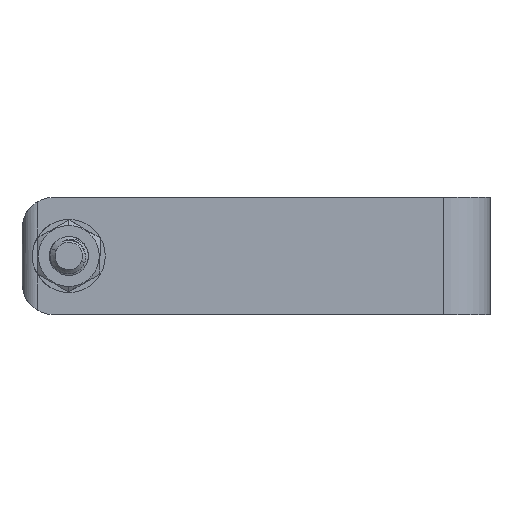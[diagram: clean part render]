
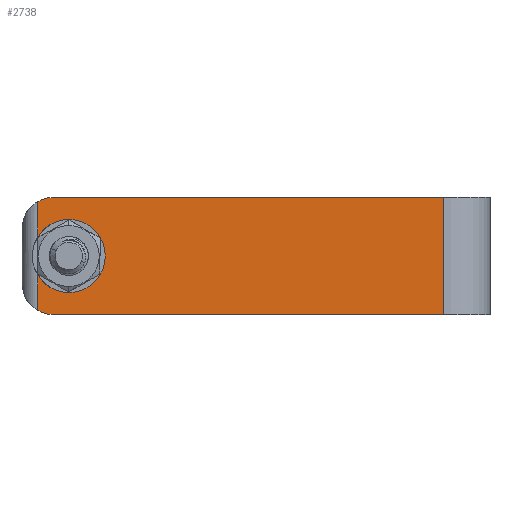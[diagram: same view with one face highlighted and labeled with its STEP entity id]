
A CAD part, left-side view. The second image highlights one B-rep face of the part: STEP entity #2738.
In plain terms, the highlighted planar face has unit normal (-1, 0, 0).
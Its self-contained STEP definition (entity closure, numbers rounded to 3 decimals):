
#21 = VERTEX_POINT ( 'NONE', #4020 ) ;
#47 = VECTOR ( 'NONE', #1075, 1000. ) ;
#152 = CARTESIAN_POINT ( 'NONE',  ( -27.5, 30.548, -6.964 ) ) ;
#405 = DIRECTION ( 'NONE',  ( 0., 0., 1. ) ) ;
#471 = EDGE_LOOP ( 'NONE', ( #2444, #2210, #6600, #3597, #4678, #2063, #5399, #741, #2757, #1864 ) ) ;
#516 = DIRECTION ( 'NONE',  ( -1., 0., 0. ) ) ;
#544 = CARTESIAN_POINT ( 'NONE',  ( -27.5, 30.548, 7.5 ) ) ;
#639 = DIRECTION ( 'NONE',  ( 0., 0., -1. ) ) ;
#741 = ORIENTED_EDGE ( 'NONE', *, *, #1574, .F. ) ;
#821 = CIRCLE ( 'NONE', #3754, 4. ) ;
#993 = DIRECTION ( 'NONE',  ( -1., 0., 0. ) ) ;
#998 = CARTESIAN_POINT ( 'NONE',  ( -27.5, 26.548, 0. ) ) ;
#1051 = VECTOR ( 'NONE', #4782, 1000. ) ;
#1071 = DIRECTION ( 'NONE',  ( 0., 0., 1. ) ) ;
#1075 = DIRECTION ( 'NONE',  ( 0., 0., -1. ) ) ;
#1160 = VERTEX_POINT ( 'NONE', #2900 ) ;
#1188 = DIRECTION ( 'NONE',  ( 0., 1., 0. ) ) ;
#1462 = CIRCLE ( 'NONE', #2479, 4. ) ;
#1499 = CIRCLE ( 'NONE', #5982, 4.677 ) ;
#1574 = EDGE_CURVE ( 'NONE', #3535, #6372, #1632, .T. ) ;
#1587 = VERTEX_POINT ( 'NONE', #6926 ) ;
#1618 = EDGE_CURVE ( 'NONE', #4071, #5422, #1499, .T. ) ;
#1632 = LINE ( 'NONE', #4714, #1051 ) ;
#1742 = EDGE_CURVE ( 'NONE', #6540, #5302, #2857, .T. ) ;
#1864 = ORIENTED_EDGE ( 'NONE', *, *, #2655, .F. ) ;
#1939 = CARTESIAN_POINT ( 'NONE',  ( -27.5, -21.452, -7.5 ) ) ;
#2063 = ORIENTED_EDGE ( 'NONE', *, *, #4131, .F. ) ;
#2101 = EDGE_CURVE ( 'NONE', #5039, #5422, #5396, .T. ) ;
#2138 = CIRCLE ( 'NONE', #2586, 4.677 ) ;
#2160 = CARTESIAN_POINT ( 'NONE',  ( -27.5, 26.548, 0. ) ) ;
#2186 = EDGE_CURVE ( 'NONE', #21, #4071, #5770, .T. ) ;
#2210 = ORIENTED_EDGE ( 'NONE', *, *, #1618, .F. ) ;
#2399 = VECTOR ( 'NONE', #639, 1000. ) ;
#2444 = ORIENTED_EDGE ( 'NONE', *, *, #2101, .T. ) ;
#2479 = AXIS2_PLACEMENT_3D ( 'NONE', #3864, #3309, #5452 ) ;
#2500 = FACE_OUTER_BOUND ( 'NONE', #471, .T. ) ;
#2524 = CARTESIAN_POINT ( 'NONE',  ( -27.5, 21.434, -7.5 ) ) ;
#2586 = AXIS2_PLACEMENT_3D ( 'NONE', #2160, #4851, #1071 ) ;
#2636 = AXIS2_PLACEMENT_3D ( 'NONE', #6224, #6816, #5622 ) ;
#2655 = EDGE_CURVE ( 'NONE', #5039, #1587, #821, .T. ) ;
#2659 = CARTESIAN_POINT ( 'NONE',  ( -27.5, 26.548, 0. ) ) ;
#2692 = DIRECTION ( 'NONE',  ( 0., 0., 1. ) ) ;
#2738 = ADVANCED_FACE ( 'NONE', ( #2500 ), #3621, .F. ) ;
#2757 = ORIENTED_EDGE ( 'NONE', *, *, #6081, .T. ) ;
#2857 = LINE ( 'NONE', #5460, #2399 ) ;
#2900 = CARTESIAN_POINT ( 'NONE',  ( -27.5, 28.548, -7.5 ) ) ;
#3309 = DIRECTION ( 'NONE',  ( 1., 0., 0. ) ) ;
#3336 = LINE ( 'NONE', #6495, #4833 ) ;
#3427 = EDGE_CURVE ( 'NONE', #6540, #21, #2138, .T. ) ;
#3535 = VERTEX_POINT ( 'NONE', #5565 ) ;
#3595 = CARTESIAN_POINT ( 'NONE',  ( -27.5, 28.548, 3.5 ) ) ;
#3597 = ORIENTED_EDGE ( 'NONE', *, *, #3427, .F. ) ;
#3621 = PLANE ( 'NONE',  #2636 ) ;
#3754 = AXIS2_PLACEMENT_3D ( 'NONE', #3595, #6859, #4676 ) ;
#3864 = CARTESIAN_POINT ( 'NONE',  ( -27.5, 28.548, -3.5 ) ) ;
#4020 = CARTESIAN_POINT ( 'NONE',  ( -27.5, 26.548, -4.677 ) ) ;
#4059 = CARTESIAN_POINT ( 'NONE',  ( -27.5, 30.548, 6.964 ) ) ;
#4071 = VERTEX_POINT ( 'NONE', #6531 ) ;
#4131 = EDGE_CURVE ( 'NONE', #1160, #5302, #1462, .T. ) ;
#4676 = DIRECTION ( 'NONE',  ( 0., 0., -1. ) ) ;
#4678 = ORIENTED_EDGE ( 'NONE', *, *, #1742, .T. ) ;
#4714 = CARTESIAN_POINT ( 'NONE',  ( -27.5, -21.452, 7.5 ) ) ;
#4777 = CARTESIAN_POINT ( 'NONE',  ( -27.5, 30.548, 2.423 ) ) ;
#4782 = DIRECTION ( 'NONE',  ( 0., 0., -1. ) ) ;
#4833 = VECTOR ( 'NONE', #1188, 1000. ) ;
#4851 = DIRECTION ( 'NONE',  ( -1., 0., 0. ) ) ;
#4998 = EDGE_CURVE ( 'NONE', #1160, #6372, #6314, .T. ) ;
#5039 = VERTEX_POINT ( 'NONE', #4059 ) ;
#5302 = VERTEX_POINT ( 'NONE', #152 ) ;
#5307 = CARTESIAN_POINT ( 'NONE',  ( -27.5, 30.548, -2.423 ) ) ;
#5396 = LINE ( 'NONE', #544, #47 ) ;
#5399 = ORIENTED_EDGE ( 'NONE', *, *, #4998, .T. ) ;
#5422 = VERTEX_POINT ( 'NONE', #4777 ) ;
#5452 = DIRECTION ( 'NONE',  ( 0., 0., 1. ) ) ;
#5460 = CARTESIAN_POINT ( 'NONE',  ( -27.5, 30.548, 7.5 ) ) ;
#5511 = VECTOR ( 'NONE', #6245, 1000. ) ;
#5565 = CARTESIAN_POINT ( 'NONE',  ( -27.5, -21.452, 7.5 ) ) ;
#5622 = DIRECTION ( 'NONE',  ( 0., 1., 0. ) ) ;
#5770 = CIRCLE ( 'NONE', #6219, 4.677 ) ;
#5982 = AXIS2_PLACEMENT_3D ( 'NONE', #2659, #993, #405 ) ;
#6081 = EDGE_CURVE ( 'NONE', #3535, #1587, #3336, .T. ) ;
#6219 = AXIS2_PLACEMENT_3D ( 'NONE', #998, #516, #2692 ) ;
#6224 = CARTESIAN_POINT ( 'NONE',  ( -27.5, 21.434, 7.5 ) ) ;
#6245 = DIRECTION ( 'NONE',  ( 0., -1., 0. ) ) ;
#6314 = LINE ( 'NONE', #2524, #5511 ) ;
#6372 = VERTEX_POINT ( 'NONE', #1939 ) ;
#6495 = CARTESIAN_POINT ( 'NONE',  ( -27.5, 21.434, 7.5 ) ) ;
#6531 = CARTESIAN_POINT ( 'NONE',  ( -27.5, 26.548, 4.677 ) ) ;
#6540 = VERTEX_POINT ( 'NONE', #5307 ) ;
#6600 = ORIENTED_EDGE ( 'NONE', *, *, #2186, .F. ) ;
#6816 = DIRECTION ( 'NONE',  ( 1., 0., 0. ) ) ;
#6859 = DIRECTION ( 'NONE',  ( 1., 0., 0. ) ) ;
#6926 = CARTESIAN_POINT ( 'NONE',  ( -27.5, 28.548, 7.5 ) ) ;
